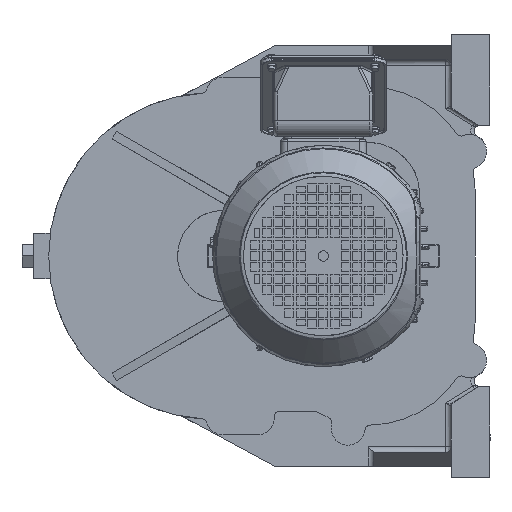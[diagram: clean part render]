
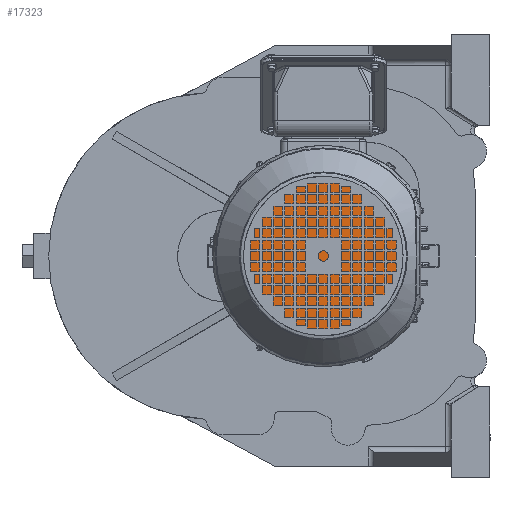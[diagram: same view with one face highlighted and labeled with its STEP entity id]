
A CAD part, left-side view. The second image highlights one B-rep face of the part: STEP entity #17323.
In plain terms, the highlighted planar face has unit normal (-1, 0, 0).
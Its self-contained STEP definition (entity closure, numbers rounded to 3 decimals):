
#2330 = ORIENTED_EDGE ( 'NONE', *, *, #98624, .F. ) ;
#8260 = CARTESIAN_POINT ( 'NONE',  ( 27946.714, 3903.472, 3073.348 ) ) ;
#9019 = DIRECTION ( 'NONE',  ( 1., 0., 0. ) ) ;
#17323 = ADVANCED_FACE ( 'NONE', ( #62314 ), #144077, .F. ) ;
#29544 = DIRECTION ( 'NONE',  ( 1., 0., 0. ) ) ;
#41770 = DIRECTION ( 'NONE',  ( 0., -1., 0. ) ) ;
#42039 = CARTESIAN_POINT ( 'NONE',  ( 27946.714, 3980.672, 3073.348 ) ) ;
#54398 = CARTESIAN_POINT ( 'NONE',  ( 27946.714, 3824.472, 3073.348 ) ) ;
#62314 = FACE_OUTER_BOUND ( 'NONE', #149816, .T. ) ;
#91693 = VERTEX_POINT ( 'NONE', #54398 ) ;
#98624 = EDGE_CURVE ( 'NONE', #91693, #91693, #106988, .T. ) ;
#100658 = AXIS2_PLACEMENT_3D ( 'NONE', #42039, #29544, #149436 ) ;
#106988 = CIRCLE ( 'NONE', #134387, 79. ) ;
#134387 = AXIS2_PLACEMENT_3D ( 'NONE', #8260, #9019, #41770 ) ;
#144077 = PLANE ( 'NONE',  #100658 ) ;
#149436 = DIRECTION ( 'NONE',  ( 0., -1., 0. ) ) ;
#149816 = EDGE_LOOP ( 'NONE', ( #2330 ) ) ;
